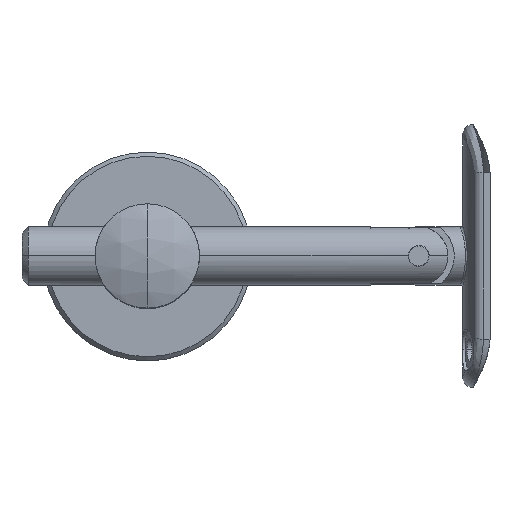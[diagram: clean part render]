
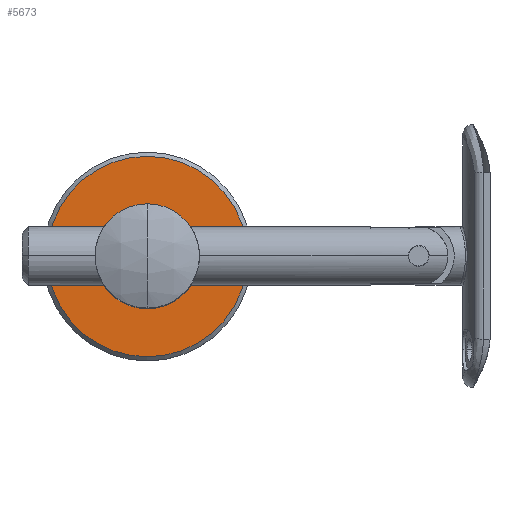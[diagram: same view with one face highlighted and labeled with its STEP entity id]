
A CAD part, top view. The second image highlights one B-rep face of the part: STEP entity #5673.
In plain terms, the highlighted planar face has unit normal (0, 0, 1).
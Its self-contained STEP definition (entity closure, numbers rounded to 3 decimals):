
#105 = CIRCLE ( 'NONE', #985, 10. ) ;
#196 = CIRCLE ( 'NONE', #4792, 10. ) ;
#360 = DIRECTION ( 'NONE',  ( 1., 0., 0. ) ) ;
#554 = VERTEX_POINT ( 'NONE', #5873 ) ;
#821 = EDGE_CURVE ( 'NONE', #3951, #554, #105, .T. ) ;
#937 = PLANE ( 'NONE',  #3222 ) ;
#952 = ORIENTED_EDGE ( 'NONE', *, *, #821, .F. ) ;
#985 = AXIS2_PLACEMENT_3D ( 'NONE', #2798, #1797, #360 ) ;
#1140 = CARTESIAN_POINT ( 'NONE',  ( 0., 0., 4. ) ) ;
#1175 = DIRECTION ( 'NONE',  ( 0., 0., 1. ) ) ;
#1239 = DIRECTION ( 'NONE',  ( 1., 0., 0. ) ) ;
#1376 = ORIENTED_EDGE ( 'NONE', *, *, #6307, .T. ) ;
#1489 = ORIENTED_EDGE ( 'NONE', *, *, #4987, .F. ) ;
#1541 = CARTESIAN_POINT ( 'NONE',  ( 0., 0., 4. ) ) ;
#1702 = AXIS2_PLACEMENT_3D ( 'NONE', #4621, #1752, #1239 ) ;
#1752 = DIRECTION ( 'NONE',  ( 0., 0., 1. ) ) ;
#1797 = DIRECTION ( 'NONE',  ( 0., 0., 1. ) ) ;
#1904 = VERTEX_POINT ( 'NONE', #5067 ) ;
#2027 = DIRECTION ( 'NONE',  ( 1., 0., 0. ) ) ;
#2363 = AXIS2_PLACEMENT_3D ( 'NONE', #1140, #1175, #2596 ) ;
#2396 = EDGE_LOOP ( 'NONE', ( #1489, #952 ) ) ;
#2423 = DIRECTION ( 'NONE',  ( 0., 0., 1. ) ) ;
#2596 = DIRECTION ( 'NONE',  ( 1., 0., 0. ) ) ;
#2798 = CARTESIAN_POINT ( 'NONE',  ( 0., 0., 4. ) ) ;
#2867 = ORIENTED_EDGE ( 'NONE', *, *, #3146, .T. ) ;
#3070 = DIRECTION ( 'NONE',  ( 1., 0., 0. ) ) ;
#3087 = EDGE_LOOP ( 'NONE', ( #1376, #2867 ) ) ;
#3146 = EDGE_CURVE ( 'NONE', #5766, #1904, #5128, .T. ) ;
#3222 = AXIS2_PLACEMENT_3D ( 'NONE', #5344, #2423, #2027 ) ;
#3800 = FACE_OUTER_BOUND ( 'NONE', #3087, .T. ) ;
#3951 = VERTEX_POINT ( 'NONE', #5198 ) ;
#4544 = CIRCLE ( 'NONE', #2363, 24. ) ;
#4621 = CARTESIAN_POINT ( 'NONE',  ( 0., 0., 4. ) ) ;
#4792 = AXIS2_PLACEMENT_3D ( 'NONE', #1541, #5531, #3070 ) ;
#4987 = EDGE_CURVE ( 'NONE', #554, #3951, #196, .T. ) ;
#5067 = CARTESIAN_POINT ( 'NONE',  ( -24., 0., 4. ) ) ;
#5128 = CIRCLE ( 'NONE', #1702, 24. ) ;
#5198 = CARTESIAN_POINT ( 'NONE',  ( 10., 0., 4. ) ) ;
#5248 = FACE_BOUND ( 'NONE', #2396, .T. ) ;
#5344 = CARTESIAN_POINT ( 'NONE',  ( 0., 0., 4. ) ) ;
#5485 = CARTESIAN_POINT ( 'NONE',  ( 24., 0., 4. ) ) ;
#5531 = DIRECTION ( 'NONE',  ( 0., 0., 1. ) ) ;
#5673 = ADVANCED_FACE ( 'NONE', ( #3800, #5248 ), #937, .T. ) ;
#5766 = VERTEX_POINT ( 'NONE', #5485 ) ;
#5873 = CARTESIAN_POINT ( 'NONE',  ( -10., 0., 4. ) ) ;
#6307 = EDGE_CURVE ( 'NONE', #1904, #5766, #4544, .T. ) ;
